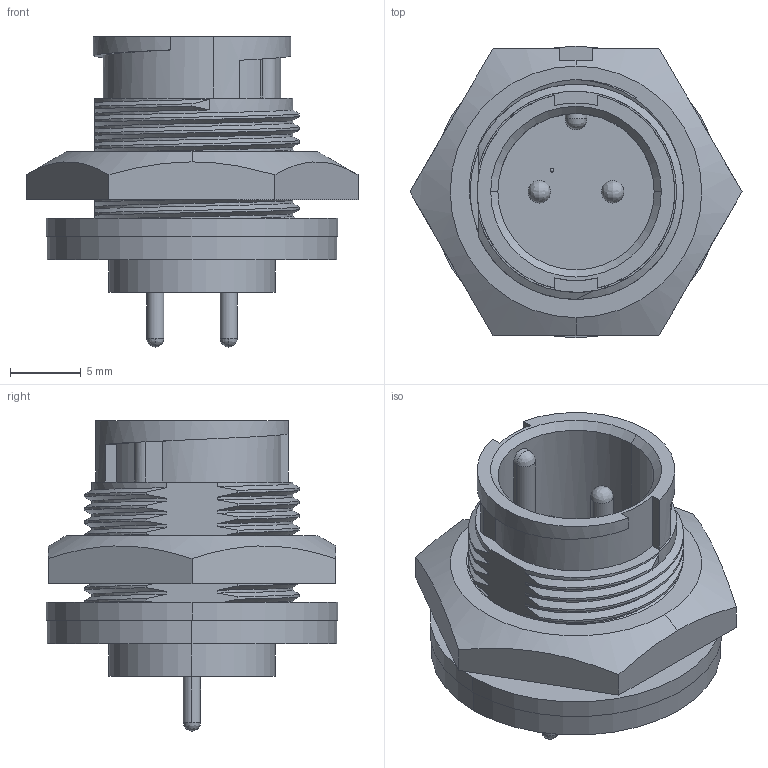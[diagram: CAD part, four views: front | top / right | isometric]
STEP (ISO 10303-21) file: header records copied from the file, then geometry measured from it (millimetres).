
FILE_DESCRIPTION (( 'STEP AP203' ), '1' );
FILE_NAME ('7381-2PG-3ES.STEP', '2019-03-08T22:09:59', ( '' ), ( '' ), 'SwSTEP 2.0', 'SolidWorks 2017', '' );
FILE_SCHEMA (( 'CONFIG_CONTROL_DESIGN' ));
Length unit declared in the file: inch
Products named in the file (1): 7381-2PG-3ES
Bounding box: 23.46 x 20.62 x 21.92 mm (x, y, z)
Volume: 2854.3 mm3; surface area: 3108.9 mm2
Topology: 2 solids, 2 shells, 154 faces, 433 edges, 276 vertices
Faces by surface type: cylinder 75, plane 38, bspline 37, cone 4
Entity records: 11839 total; most frequent: CARTESIAN_POINT 8345, ORIENTED_EDGE 826, DIRECTION 584, EDGE_CURVE 413, VERTEX_POINT 276, AXIS2_PLACEMENT_3D 212, EDGE_LOOP 169, VECTOR 160
